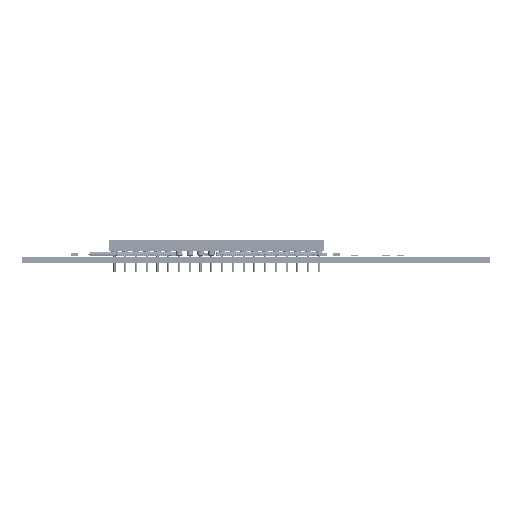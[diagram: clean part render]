
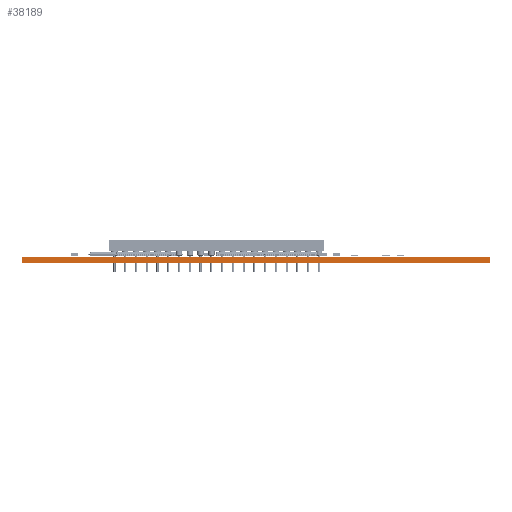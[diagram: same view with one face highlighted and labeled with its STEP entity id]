
A CAD part, front view. The second image highlights one B-rep face of the part: STEP entity #38189.
In plain terms, the highlighted planar face has unit normal (0, -1, 0).
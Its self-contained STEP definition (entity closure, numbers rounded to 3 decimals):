
#38189 = ADVANCED_FACE('',(#38190),#38224,.T.);
#38190 = FACE_BOUND('',#38191,.T.);
#38191 = EDGE_LOOP('',(#38192,#38202,#38210,#38218));
#38192 = ORIENTED_EDGE('',*,*,#38193,.T.);
#38193 = EDGE_CURVE('',#38194,#38196,#38198,.T.);
#38194 = VERTEX_POINT('',#38195);
#38195 = CARTESIAN_POINT('',(206.765,-159.96,0.));
#38196 = VERTEX_POINT('',#38197);
#38197 = CARTESIAN_POINT('',(206.765,-159.96,1.6));
#38198 = LINE('',#38199,#38200);
#38199 = CARTESIAN_POINT('',(206.765,-159.96,0.));
#38200 = VECTOR('',#38201,1.);
#38201 = DIRECTION('',(0.,0.,1.));
#38202 = ORIENTED_EDGE('',*,*,#38203,.T.);
#38203 = EDGE_CURVE('',#38196,#38204,#38206,.T.);
#38204 = VERTEX_POINT('',#38205);
#38205 = CARTESIAN_POINT('',(96.315,-159.96,1.6));
#38206 = LINE('',#38207,#38208);
#38207 = CARTESIAN_POINT('',(206.765,-159.96,1.6));
#38208 = VECTOR('',#38209,1.);
#38209 = DIRECTION('',(-1.,0.,0.));
#38210 = ORIENTED_EDGE('',*,*,#38211,.F.);
#38211 = EDGE_CURVE('',#38212,#38204,#38214,.T.);
#38212 = VERTEX_POINT('',#38213);
#38213 = CARTESIAN_POINT('',(96.315,-159.96,0.));
#38214 = LINE('',#38215,#38216);
#38215 = CARTESIAN_POINT('',(96.315,-159.96,0.));
#38216 = VECTOR('',#38217,1.);
#38217 = DIRECTION('',(0.,0.,1.));
#38218 = ORIENTED_EDGE('',*,*,#38219,.F.);
#38219 = EDGE_CURVE('',#38194,#38212,#38220,.T.);
#38220 = LINE('',#38221,#38222);
#38221 = CARTESIAN_POINT('',(206.765,-159.96,0.));
#38222 = VECTOR('',#38223,1.);
#38223 = DIRECTION('',(-1.,0.,0.));
#38224 = PLANE('',#38225);
#38225 = AXIS2_PLACEMENT_3D('',#38226,#38227,#38228);
#38226 = CARTESIAN_POINT('',(206.765,-159.96,0.));
#38227 = DIRECTION('',(0.,-1.,0.));
#38228 = DIRECTION('',(-1.,0.,0.));
